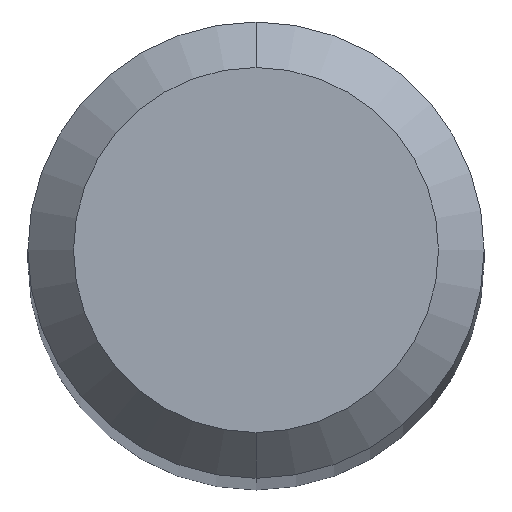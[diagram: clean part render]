
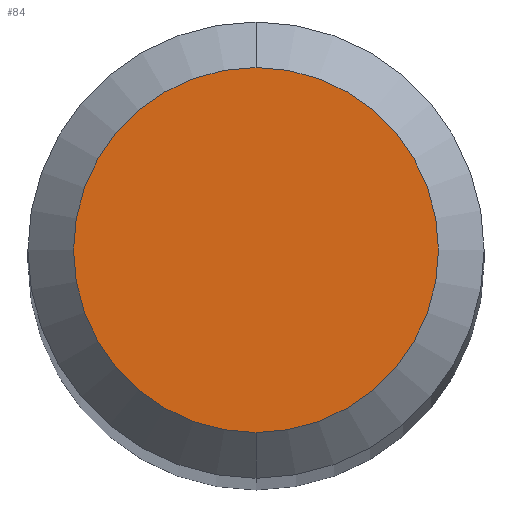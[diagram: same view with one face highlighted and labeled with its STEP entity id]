
A CAD part, top view. The second image highlights one B-rep face of the part: STEP entity #84.
In plain terms, the highlighted planar face has unit normal (0, 0, 1).
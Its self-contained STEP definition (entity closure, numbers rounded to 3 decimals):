
#13 = CARTESIAN_POINT ( 'NONE',  ( 0., 2.997, 0. ) ) ;
#21 = CARTESIAN_POINT ( 'NONE',  ( 0., 0., 0. ) ) ;
#35 = DIRECTION ( 'NONE',  ( 0., 1., 0. ) ) ;
#39 = CARTESIAN_POINT ( 'NONE',  ( 0., 0., 0. ) ) ;
#40 = DIRECTION ( 'NONE',  ( 0., 0., 1. ) ) ;
#42 = FACE_OUTER_BOUND ( 'NONE', #63, .T. ) ;
#58 = VERTEX_POINT ( 'NONE', #203 ) ;
#62 = DIRECTION ( 'NONE',  ( 0., 1., 0. ) ) ;
#63 = EDGE_LOOP ( 'NONE', ( #97, #151 ) ) ;
#66 = EDGE_CURVE ( 'NONE', #165, #58, #207, .T. ) ;
#70 = CARTESIAN_POINT ( 'NONE',  ( 0., 3.746, 0. ) ) ;
#84 = ADVANCED_FACE ( 'NONE', ( #42 ), #183, .F. ) ;
#97 = ORIENTED_EDGE ( 'NONE', *, *, #66, .T. ) ;
#114 = AXIS2_PLACEMENT_3D ( 'NONE', #21, #40, #62 ) ;
#128 = AXIS2_PLACEMENT_3D ( 'NONE', #70, #210, #195 ) ;
#135 = EDGE_CURVE ( 'NONE', #58, #165, #180, .T. ) ;
#136 = DIRECTION ( 'NONE',  ( 0., 0., 1. ) ) ;
#137 = AXIS2_PLACEMENT_3D ( 'NONE', #39, #136, #35 ) ;
#151 = ORIENTED_EDGE ( 'NONE', *, *, #135, .T. ) ;
#165 = VERTEX_POINT ( 'NONE', #13 ) ;
#180 = CIRCLE ( 'NONE', #137, 2.997 ) ;
#183 = PLANE ( 'NONE',  #128 ) ;
#195 = DIRECTION ( 'NONE',  ( 0., 1., 0. ) ) ;
#203 = CARTESIAN_POINT ( 'NONE',  ( 0., -2.997, 0. ) ) ;
#207 = CIRCLE ( 'NONE', #114, 2.997 ) ;
#210 = DIRECTION ( 'NONE',  ( 0., 0., -1. ) ) ;
